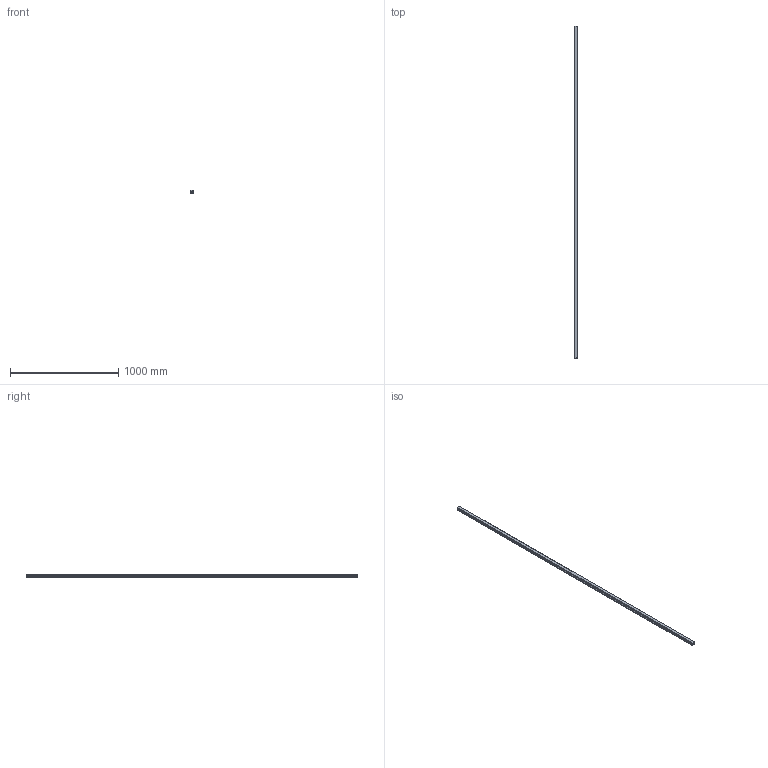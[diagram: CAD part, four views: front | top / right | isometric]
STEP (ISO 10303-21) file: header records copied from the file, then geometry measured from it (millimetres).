
FILE_DESCRIPTION(('STEP AP214'),'1');
FILE_NAME('cctmp_7BE63732-7E46-4CA6-8AC9-CA1EBABF5074_2021_01_27_11_12_16_0952..stp','2021-01-27T10:12:17',('HIWIN GmbH'),('CADClick - www.CADClick.com'),'Spatial InterOp 3D',' ','unknown authorization');
FILE_SCHEMA(('AUTOMOTIVE_DESIGN'));
Length unit declared in the file: millimetre
Products named in the file (1): HGR35T3070C_FILE
Bounding box: 34 x 3070 x 29 mm (x, y, z)
Volume: 2589053.5 mm3; surface area: 416043.7 mm2
Topology: 1 solids, 1 shells, 271 faces, 717 edges, 413 vertices
Faces by surface type: cylinder 100, plane 93, cone 78
Entity records: 9953 total; most frequent: DIRECTION 1383, CARTESIAN_POINT 1324, ORIENTED_EDGE 1278, EDGE_CURVE 639, AXIS2_PLACEMENT_3D 472, LINE 439, VECTOR 439, VERTEX_POINT 413
